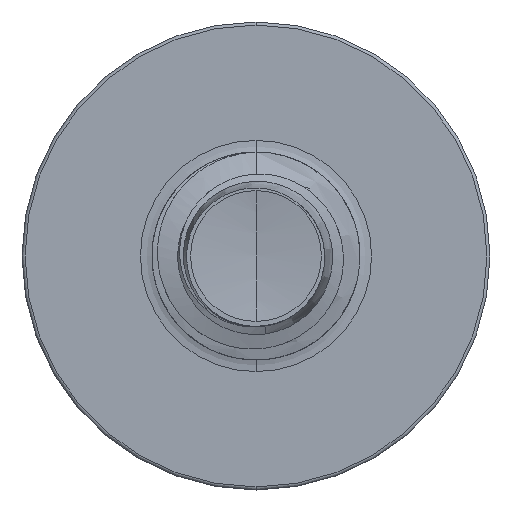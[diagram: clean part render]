
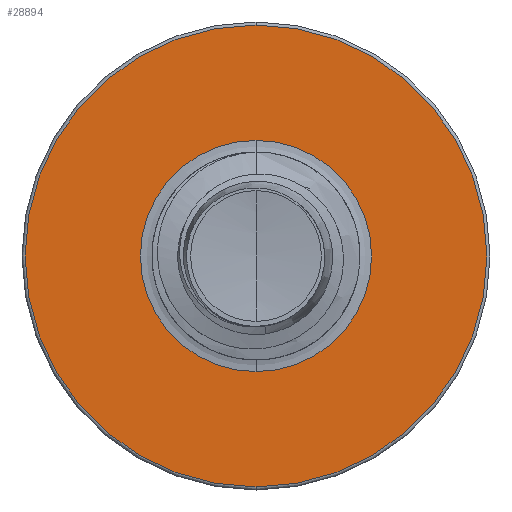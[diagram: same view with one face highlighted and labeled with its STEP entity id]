
A CAD part, front view. The second image highlights one B-rep face of the part: STEP entity #28894.
In plain terms, the highlighted planar face has unit normal (0, -1, 0).
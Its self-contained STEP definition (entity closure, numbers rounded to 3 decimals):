
#1678 = CARTESIAN_POINT ( 'NONE',  ( 0., 8., 1.112 ) ) ;
#1934 = VERTEX_POINT ( 'NONE', #29328 ) ;
#3465 = CIRCLE ( 'NONE', #14807, 1.112 ) ;
#5189 = VERTEX_POINT ( 'NONE', #21048 ) ;
#6395 = AXIS2_PLACEMENT_3D ( 'NONE', #29307, #29290, #29286 ) ;
#8940 = AXIS2_PLACEMENT_3D ( 'NONE', #29801, #29760, #29739 ) ;
#9004 = EDGE_CURVE ( 'NONE', #31668, #5189, #25432, .T. ) ;
#9081 = EDGE_CURVE ( 'NONE', #10663, #1934, #30196, .T. ) ;
#10218 = CARTESIAN_POINT ( 'NONE',  ( 0., 8., -1.112 ) ) ;
#10618 = AXIS2_PLACEMENT_3D ( 'NONE', #10218, #20279, #32604 ) ;
#10663 = VERTEX_POINT ( 'NONE', #15344 ) ;
#13770 = FACE_OUTER_BOUND ( 'NONE', #17683, .T. ) ;
#14807 = AXIS2_PLACEMENT_3D ( 'NONE', #29374, #15326, #30745 ) ;
#15326 = DIRECTION ( 'NONE',  ( 0., 1., 0. ) ) ;
#15344 = CARTESIAN_POINT ( 'NONE',  ( 0., 8., -2.22 ) ) ;
#17683 = EDGE_LOOP ( 'NONE', ( #25836, #29104 ) ) ;
#17750 = CARTESIAN_POINT ( 'NONE',  ( 0., 8., 0. ) ) ;
#18123 = ORIENTED_EDGE ( 'NONE', *, *, #27581, .T. ) ;
#20266 = CIRCLE ( 'NONE', #24871, 2.22 ) ;
#20279 = DIRECTION ( 'NONE',  ( 0., 1., 0. ) ) ;
#20790 = DIRECTION ( 'NONE',  ( 0., 0., 1. ) ) ;
#21048 = CARTESIAN_POINT ( 'NONE',  ( 0., 8., -1.112 ) ) ;
#24871 = AXIS2_PLACEMENT_3D ( 'NONE', #17750, #31697, #20790 ) ;
#25432 = CIRCLE ( 'NONE', #8940, 1.112 ) ;
#25836 = ORIENTED_EDGE ( 'NONE', *, *, #29145, .F. ) ;
#25916 = EDGE_LOOP ( 'NONE', ( #27226, #18123 ) ) ;
#27226 = ORIENTED_EDGE ( 'NONE', *, *, #9004, .T. ) ;
#27581 = EDGE_CURVE ( 'NONE', #5189, #31668, #3465, .T. ) ;
#27785 = FACE_BOUND ( 'NONE', #25916, .T. ) ;
#28894 = ADVANCED_FACE ( 'NONE', ( #13770, #27785 ), #30140, .F. ) ;
#29104 = ORIENTED_EDGE ( 'NONE', *, *, #9081, .F. ) ;
#29145 = EDGE_CURVE ( 'NONE', #1934, #10663, #20266, .T. ) ;
#29286 = DIRECTION ( 'NONE',  ( 0., 0., 1. ) ) ;
#29290 = DIRECTION ( 'NONE',  ( 0., 1., 0. ) ) ;
#29307 = CARTESIAN_POINT ( 'NONE',  ( 0., 8., 0. ) ) ;
#29328 = CARTESIAN_POINT ( 'NONE',  ( 0., 8., 2.22 ) ) ;
#29374 = CARTESIAN_POINT ( 'NONE',  ( 0., 8., 0. ) ) ;
#29739 = DIRECTION ( 'NONE',  ( 0., 0., 1. ) ) ;
#29760 = DIRECTION ( 'NONE',  ( 0., 1., 0. ) ) ;
#29801 = CARTESIAN_POINT ( 'NONE',  ( 0., 8., 0. ) ) ;
#30140 = PLANE ( 'NONE',  #10618 ) ;
#30196 = CIRCLE ( 'NONE', #6395, 2.22 ) ;
#30745 = DIRECTION ( 'NONE',  ( 0., 0., 1. ) ) ;
#31668 = VERTEX_POINT ( 'NONE', #1678 ) ;
#31697 = DIRECTION ( 'NONE',  ( 0., 1., 0. ) ) ;
#32604 = DIRECTION ( 'NONE',  ( 0., 0., 1. ) ) ;
